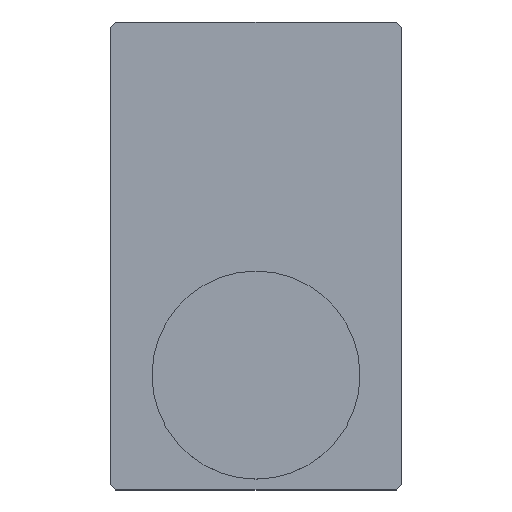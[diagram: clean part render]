
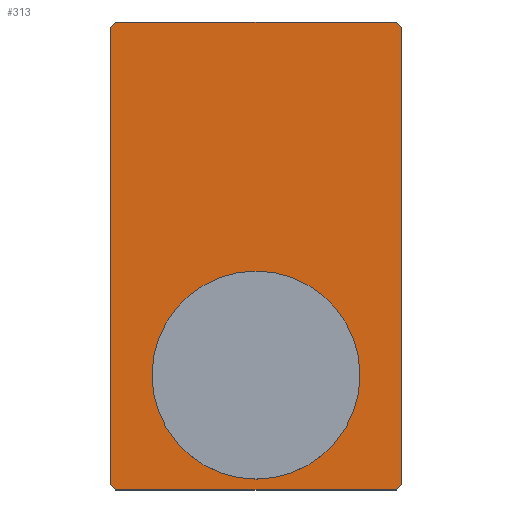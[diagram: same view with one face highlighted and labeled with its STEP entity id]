
A CAD part, top view. The second image highlights one B-rep face of the part: STEP entity #313.
In plain terms, the highlighted planar face has unit normal (0, 0, 1).
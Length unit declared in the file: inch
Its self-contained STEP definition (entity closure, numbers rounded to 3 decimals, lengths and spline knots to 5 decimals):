
#48=DIRECTION('',(-0.707,-0.707,0.));
#49=VECTOR('',#48,0.05657);
#50=CARTESIAN_POINT('',(-1.06236,1.77166,0.));
#51=LINE('',#50,#49);
#52=DIRECTION('',(1.,0.,0.));
#53=VECTOR('',#52,2.12472);
#54=CARTESIAN_POINT('',(-1.06236,1.77166,0.));
#55=LINE('',#54,#53);
#56=DIRECTION('',(-0.707,0.707,0.));
#57=VECTOR('',#56,0.05657);
#58=CARTESIAN_POINT('',(1.10236,1.73166,0.));
#59=LINE('',#58,#57);
#60=DIRECTION('',(0.,-1.,0.));
#61=VECTOR('',#60,3.46331);
#62=CARTESIAN_POINT('',(1.10236,1.73166,0.));
#63=LINE('',#62,#61);
#64=DIRECTION('',(0.707,0.707,0.));
#65=VECTOR('',#64,0.05657);
#66=CARTESIAN_POINT('',(1.06236,-1.77166,0.));
#67=LINE('',#66,#65);
#68=DIRECTION('',(-1.,0.,0.));
#69=VECTOR('',#68,2.12472);
#70=CARTESIAN_POINT('',(1.06236,-1.77166,0.));
#71=LINE('',#70,#69);
#72=DIRECTION('',(0.707,-0.707,0.));
#73=VECTOR('',#72,0.05657);
#74=CARTESIAN_POINT('',(-1.10236,-1.73166,0.));
#75=LINE('',#74,#73);
#76=DIRECTION('',(0.,1.,0.));
#77=VECTOR('',#76,3.46331);
#78=CARTESIAN_POINT('',(-1.10236,-1.73166,0.));
#79=LINE('',#78,#77);
#80=CARTESIAN_POINT('',(0.,-0.90551,0.));
#81=DIRECTION('',(0.,0.,-1.));
#82=DIRECTION('',(1.,0.,0.));
#83=AXIS2_PLACEMENT_3D('',#80,#81,#82);
#85=CARTESIAN_POINT('',(0.,-0.90551,0.));
#86=DIRECTION('',(0.,0.,-1.));
#87=DIRECTION('',(-1.,0.,0.));
#88=AXIS2_PLACEMENT_3D('',#85,#86,#87);
#154=CARTESIAN_POINT('',(-1.06236,1.77166,0.));
#155=CARTESIAN_POINT('',(-1.10236,1.73166,0.));
#156=VERTEX_POINT('',#154);
#157=VERTEX_POINT('',#155);
#162=CARTESIAN_POINT('',(1.10236,1.73166,0.));
#163=CARTESIAN_POINT('',(1.06236,1.77166,0.));
#164=VERTEX_POINT('',#162);
#165=VERTEX_POINT('',#163);
#170=CARTESIAN_POINT('',(1.06236,-1.77166,0.));
#171=CARTESIAN_POINT('',(1.10236,-1.73166,0.));
#172=VERTEX_POINT('',#170);
#173=VERTEX_POINT('',#171);
#178=CARTESIAN_POINT('',(-1.10236,-1.73166,0.));
#179=CARTESIAN_POINT('',(-1.06236,-1.77166,0.));
#180=VERTEX_POINT('',#178);
#181=VERTEX_POINT('',#179);
#186=CARTESIAN_POINT('',(0.3935,-0.90551,0.));
#187=CARTESIAN_POINT('',(-0.3935,-0.90551,0.));
#188=VERTEX_POINT('',#186);
#189=VERTEX_POINT('',#187);
#286=CARTESIAN_POINT('',(0.,0.,0.));
#287=DIRECTION('',(0.,0.,-1.));
#288=DIRECTION('',(-1.,0.,0.));
#289=AXIS2_PLACEMENT_3D('',#286,#287,#288);
#290=PLANE('',#289);
#292=ORIENTED_EDGE('',*,*,#291,.F.);
#294=ORIENTED_EDGE('',*,*,#293,.T.);
#296=ORIENTED_EDGE('',*,*,#295,.F.);
#298=ORIENTED_EDGE('',*,*,#297,.T.);
#300=ORIENTED_EDGE('',*,*,#299,.F.);
#302=ORIENTED_EDGE('',*,*,#301,.T.);
#304=ORIENTED_EDGE('',*,*,#303,.F.);
#306=ORIENTED_EDGE('',*,*,#305,.T.);
#307=EDGE_LOOP('',(#292,#294,#296,#298,#300,#302,#304,#306));
#308=FACE_OUTER_BOUND('',#307,.F.);
#309=ORIENTED_EDGE('',*,*,#266,.F.);
#310=ORIENTED_EDGE('',*,*,#280,.F.);
#311=EDGE_LOOP('',(#309,#310));
#312=FACE_BOUND('',#311,.F.);
#313=ADVANCED_FACE('',(#308,#312),#290,.F.);
#84=CIRCLE('',#83,0.3935);
#89=CIRCLE('',#88,0.3935);
#266=EDGE_CURVE('',#188,#189,#84,.T.);
#280=EDGE_CURVE('',#189,#188,#89,.T.);
#291=EDGE_CURVE('',#156,#157,#51,.T.);
#293=EDGE_CURVE('',#156,#165,#55,.T.);
#295=EDGE_CURVE('',#164,#165,#59,.T.);
#297=EDGE_CURVE('',#164,#173,#63,.T.);
#299=EDGE_CURVE('',#172,#173,#67,.T.);
#301=EDGE_CURVE('',#172,#181,#71,.T.);
#303=EDGE_CURVE('',#180,#181,#75,.T.);
#305=EDGE_CURVE('',#180,#157,#79,.T.);
